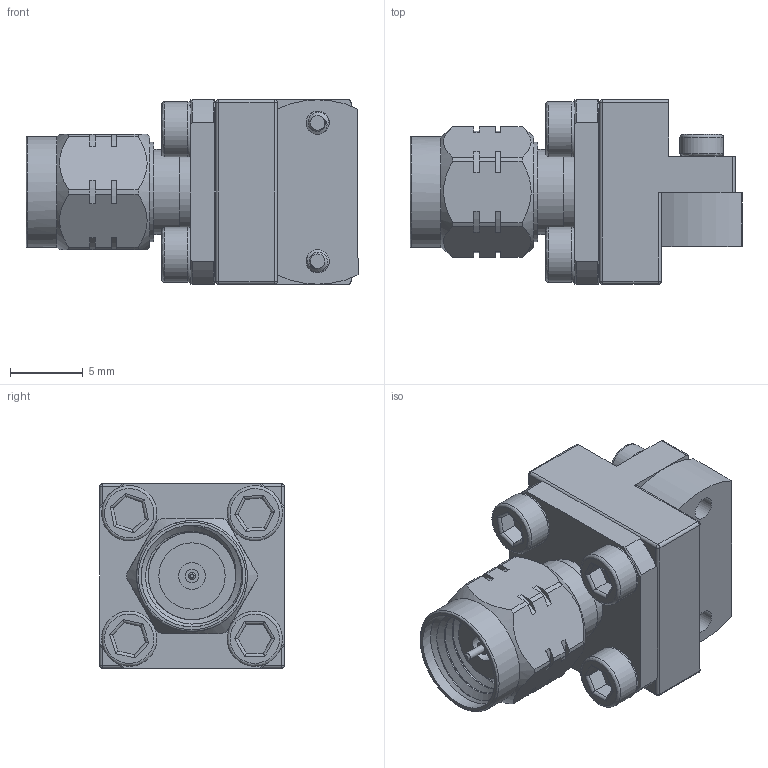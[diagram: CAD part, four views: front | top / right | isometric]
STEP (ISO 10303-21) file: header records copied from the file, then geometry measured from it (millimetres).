
FILE_DESCRIPTION (( 'STEP AP203' ), '1' );
FILE_NAME ('PE45518_3D.step', '2022-05-17T22:24:53', ( '' ), ( '' ), 'SwSTEP 2.0', 'SolidWorks 2021', '' );
FILE_SCHEMA (( 'CONFIG_CONTROL_DESIGN' ));
Length unit declared in the file: inch
Products named in the file (1): PE45518_3D
Bounding box: 22.86 x 12.7 x 12.7 mm (x, y, z)
Volume: 1755.4 mm3; surface area: 2427.5 mm2
Topology: 8 solids, 8 shells, 399 faces, 1024 edges, 663 vertices
Faces by surface type: cylinder 194, plane 137, bspline 35, cone 32, torus 1
Full cylindrical faces by diameter (mm): 0.533 x1, 0.94 x1, 1.6 x23, 1.65 x2, 1.85 x1, 1.93 x43, 2 x4, 2.6 x4, 3 x2, 3.8 x4, 4.572 x1, 4.79 x1, 5.35 x1, 5.858 x1, 6.874 x1, 7 x4, 7.641 x1
Entity records: 17921 total; most frequent: CARTESIAN_POINT 10704, ORIENTED_EDGE 1478, DIRECTION 1378, EDGE_CURVE 739, AXIS2_PLACEMENT_3D 506, VERTEX_POINT 503, EDGE_LOOP 430, FACE_OUTER_BOUND 378
